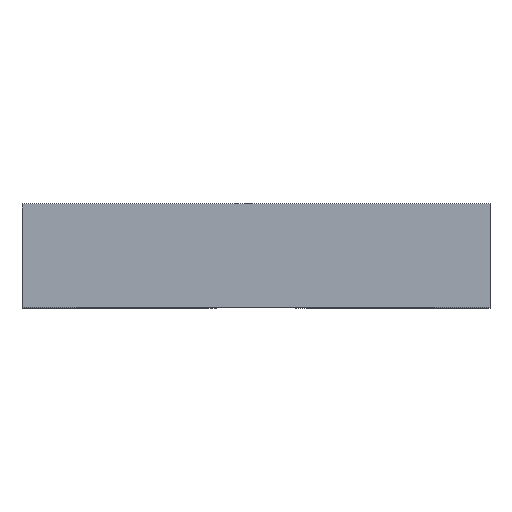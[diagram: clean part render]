
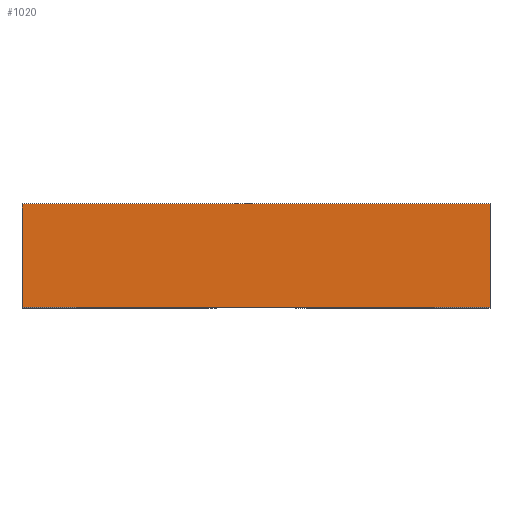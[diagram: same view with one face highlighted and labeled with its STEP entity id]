
A CAD part, top view. The second image highlights one B-rep face of the part: STEP entity #1020.
In plain terms, the highlighted planar face has unit normal (0, 0, 1).
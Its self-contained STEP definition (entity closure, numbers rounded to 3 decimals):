
#54 = CARTESIAN_POINT ( 'NONE',  ( -39.699, 7.849, 90.487 ) ) ;
#310 = CARTESIAN_POINT ( 'NONE',  ( -39.699, 7.849, 90.487 ) ) ;
#345 = VECTOR ( 'NONE', #372, 1000. ) ;
#372 = DIRECTION ( 'NONE',  ( 1., 0., 0. ) ) ;
#387 = EDGE_CURVE ( 'NONE', #1912, #632, #1618, .T. ) ;
#423 = ORIENTED_EDGE ( 'NONE', *, *, #597, .F. ) ;
#424 = PLANE ( 'NONE',  #1120 ) ;
#454 = ORIENTED_EDGE ( 'NONE', *, *, #387, .F. ) ;
#460 = CARTESIAN_POINT ( 'NONE',  ( -39.699, 7.849, 90.487 ) ) ;
#597 = EDGE_CURVE ( 'NONE', #965, #1912, #1103, .T. ) ;
#632 = VERTEX_POINT ( 'NONE', #1882 ) ;
#650 = DIRECTION ( 'NONE',  ( 1., 0., 0. ) ) ;
#736 = FACE_OUTER_BOUND ( 'NONE', #1078, .T. ) ;
#918 = CARTESIAN_POINT ( 'NONE',  ( -39.699, -7.151, 90.487 ) ) ;
#965 = VERTEX_POINT ( 'NONE', #310 ) ;
#1020 = ADVANCED_FACE ( 'NONE', ( #736 ), #424, .F. ) ;
#1036 = DIRECTION ( 'NONE',  ( -1., 0., 0. ) ) ;
#1078 = EDGE_LOOP ( 'NONE', ( #1260, #454, #423, #1176 ) ) ;
#1103 = LINE ( 'NONE', #54, #1277 ) ;
#1120 = AXIS2_PLACEMENT_3D ( 'NONE', #1653, #1363, #1036 ) ;
#1176 = ORIENTED_EDGE ( 'NONE', *, *, #1883, .T. ) ;
#1260 = ORIENTED_EDGE ( 'NONE', *, *, #1675, .T. ) ;
#1277 = VECTOR ( 'NONE', #650, 1000. ) ;
#1348 = VECTOR ( 'NONE', #1520, 1000. ) ;
#1363 = DIRECTION ( 'NONE',  ( 0., 0., -1. ) ) ;
#1415 = DIRECTION ( 'NONE',  ( 0., -1., 0. ) ) ;
#1502 = VERTEX_POINT ( 'NONE', #918 ) ;
#1507 = LINE ( 'NONE', #460, #1348 ) ;
#1520 = DIRECTION ( 'NONE',  ( 0., -1., 0. ) ) ;
#1525 = CARTESIAN_POINT ( 'NONE',  ( -39.699, -7.151, 90.487 ) ) ;
#1563 = CARTESIAN_POINT ( 'NONE',  ( 28.301, 7.849, 90.487 ) ) ;
#1618 = LINE ( 'NONE', #1875, #1736 ) ;
#1653 = CARTESIAN_POINT ( 'NONE',  ( -39.699, 7.849, 90.487 ) ) ;
#1675 = EDGE_CURVE ( 'NONE', #1502, #632, #1872, .T. ) ;
#1736 = VECTOR ( 'NONE', #1415, 1000. ) ;
#1872 = LINE ( 'NONE', #1525, #345 ) ;
#1875 = CARTESIAN_POINT ( 'NONE',  ( 28.301, 7.849, 90.487 ) ) ;
#1882 = CARTESIAN_POINT ( 'NONE',  ( 28.301, -7.151, 90.487 ) ) ;
#1883 = EDGE_CURVE ( 'NONE', #965, #1502, #1507, .T. ) ;
#1912 = VERTEX_POINT ( 'NONE', #1563 ) ;
